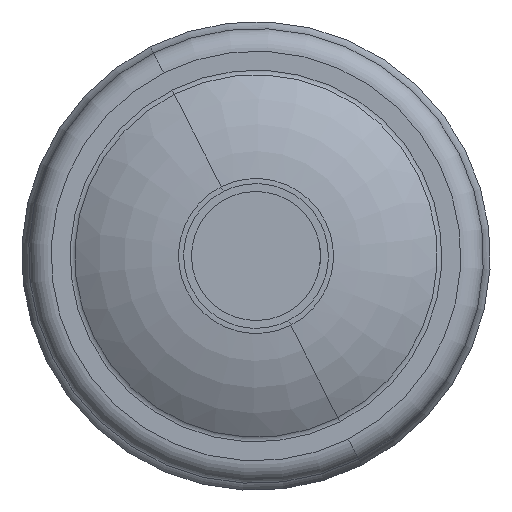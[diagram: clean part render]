
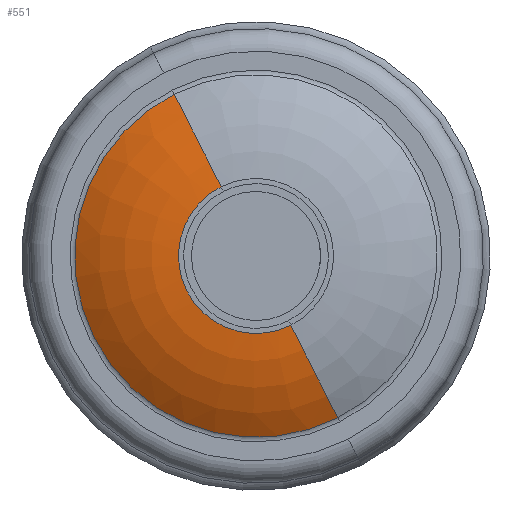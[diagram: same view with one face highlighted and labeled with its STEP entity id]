
A CAD part, front view. The second image highlights one B-rep face of the part: STEP entity #551.
In plain terms, the highlighted toroidal (fillet/blend) face has major radius 6.266 mm and minor radius 20 mm.
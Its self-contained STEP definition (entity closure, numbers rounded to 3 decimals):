
#4 = VERTEX_POINT ( 'NONE', #87 ) ;
#52 = CARTESIAN_POINT ( 'NONE',  ( -2.821, 14.474, 5.595 ) ) ;
#87 = CARTESIAN_POINT ( 'NONE',  ( 7.963, -1.943, -15.794 ) ) ;
#103 = TOROIDAL_SURFACE ( 'NONE', #984, 6.266, 20. ) ;
#168 = CARTESIAN_POINT ( 'NONE',  ( -3.403, -5.484, 6.751 ) ) ;
#175 = ORIENTED_EDGE ( 'NONE', *, *, #1166, .T. ) ;
#218 = DIRECTION ( 'NONE',  ( 0.45, 0., -0.893 ) ) ;
#222 = EDGE_CURVE ( 'NONE', #827, #227, #1105, .T. ) ;
#227 = VERTEX_POINT ( 'NONE', #775 ) ;
#256 = CARTESIAN_POINT ( 'NONE',  ( 2.821, 14.474, -5.595 ) ) ;
#284 = DIRECTION ( 'NONE',  ( -0.893, 0., -0.45 ) ) ;
#347 = EDGE_LOOP ( 'NONE', ( #175, #616, #942, #522 ) ) ;
#367 = DIRECTION ( 'NONE',  ( 0., 1., 0. ) ) ;
#487 = DIRECTION ( 'NONE',  ( 0.45, 0., -0.893 ) ) ;
#522 = ORIENTED_EDGE ( 'NONE', *, *, #1146, .F. ) ;
#551 = ADVANCED_FACE ( 'NONE', ( #944 ), #103, .T. ) ;
#553 = CARTESIAN_POINT ( 'NONE',  ( 3.403, -5.484, -6.751 ) ) ;
#561 = CARTESIAN_POINT ( 'NONE',  ( 0., 14.474, 0. ) ) ;
#562 = CARTESIAN_POINT ( 'NONE',  ( 0., -1.943, 0. ) ) ;
#584 = CIRCLE ( 'NONE', #926, 17.688 ) ;
#595 = CARTESIAN_POINT ( 'NONE',  ( 0., -5.484, 0. ) ) ;
#616 = ORIENTED_EDGE ( 'NONE', *, *, #222, .T. ) ;
#620 = DIRECTION ( 'NONE',  ( 0.45, 0., -0.893 ) ) ;
#693 = CIRCLE ( 'NONE', #1259, 7.56 ) ;
#715 = DIRECTION ( 'NONE',  ( 0.893, 0., 0.45 ) ) ;
#761 = DIRECTION ( 'NONE',  ( -0.45, 0., 0.893 ) ) ;
#775 = CARTESIAN_POINT ( 'NONE',  ( -7.963, -1.943, 15.794 ) ) ;
#797 = DIRECTION ( 'NONE',  ( 0., 1., 0. ) ) ;
#818 = DIRECTION ( 'NONE',  ( 0.45, 0., -0.893 ) ) ;
#827 = VERTEX_POINT ( 'NONE', #168 ) ;
#845 = DIRECTION ( 'NONE',  ( 0., 1., 0. ) ) ;
#926 = AXIS2_PLACEMENT_3D ( 'NONE', #562, #797, #818 ) ;
#932 = VERTEX_POINT ( 'NONE', #553 ) ;
#942 = ORIENTED_EDGE ( 'NONE', *, *, #1458, .F. ) ;
#944 = FACE_OUTER_BOUND ( 'NONE', #347, .T. ) ;
#984 = AXIS2_PLACEMENT_3D ( 'NONE', #561, #845, #218 ) ;
#1034 = AXIS2_PLACEMENT_3D ( 'NONE', #256, #715, #620 ) ;
#1105 = CIRCLE ( 'NONE', #1442, 20. ) ;
#1146 = EDGE_CURVE ( 'NONE', #932, #4, #1396, .T. ) ;
#1166 = EDGE_CURVE ( 'NONE', #932, #827, #693, .T. ) ;
#1259 = AXIS2_PLACEMENT_3D ( 'NONE', #595, #367, #487 ) ;
#1396 = CIRCLE ( 'NONE', #1034, 20. ) ;
#1442 = AXIS2_PLACEMENT_3D ( 'NONE', #52, #284, #761 ) ;
#1458 = EDGE_CURVE ( 'NONE', #4, #227, #584, .T. ) ;
